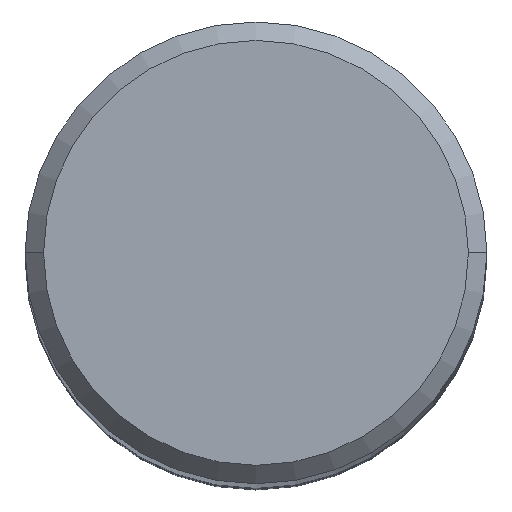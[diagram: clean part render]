
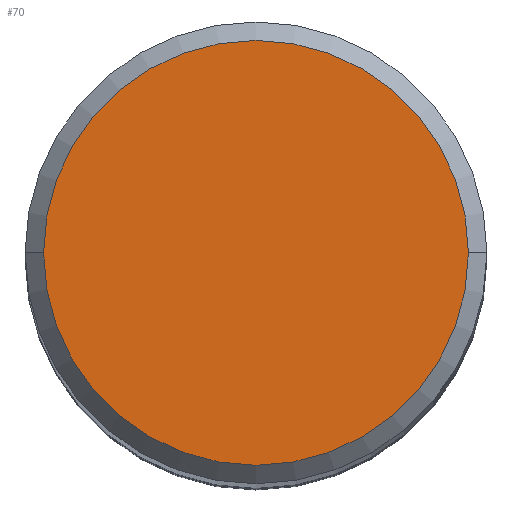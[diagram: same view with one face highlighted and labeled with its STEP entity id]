
A CAD part, top view. The second image highlights one B-rep face of the part: STEP entity #70.
In plain terms, the highlighted planar face has unit normal (0, 0, 1).
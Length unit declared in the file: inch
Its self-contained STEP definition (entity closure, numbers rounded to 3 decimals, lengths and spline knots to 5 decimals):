
#17 = AXIS2_PLACEMENT_3D ( 'NONE', #72, #567, #329 ) ;
#70 = ADVANCED_FACE ( 'NONE', ( #156 ), #466, .F. ) ;
#72 = CARTESIAN_POINT ( 'NONE',  ( 0., 0., 0. ) ) ;
#85 = CARTESIAN_POINT ( 'NONE',  ( 0., 0.23, 0. ) ) ;
#137 = CIRCLE ( 'NONE', #17, 0.23 ) ;
#138 = CARTESIAN_POINT ( 'NONE',  ( 0.23, 0., 0. ) ) ;
#156 = FACE_OUTER_BOUND ( 'NONE', #358, .T. ) ;
#227 = DIRECTION ( 'NONE',  ( 0., 0., -1. ) ) ;
#236 = CIRCLE ( 'NONE', #557, 0.23 ) ;
#329 = DIRECTION ( 'NONE',  ( 1., 0., 0. ) ) ;
#358 = EDGE_LOOP ( 'NONE', ( #581, #445 ) ) ;
#401 = DIRECTION ( 'NONE',  ( 0., 0., 1. ) ) ;
#445 = ORIENTED_EDGE ( 'NONE', *, *, #644, .T. ) ;
#466 = PLANE ( 'NONE',  #622 ) ;
#470 = EDGE_CURVE ( 'NONE', #796, #565, #236, .T. ) ;
#495 = CARTESIAN_POINT ( 'NONE',  ( -0.23, 0., 0. ) ) ;
#557 = AXIS2_PLACEMENT_3D ( 'NONE', #590, #401, #713 ) ;
#565 = VERTEX_POINT ( 'NONE', #138 ) ;
#567 = DIRECTION ( 'NONE',  ( 0., 0., 1. ) ) ;
#581 = ORIENTED_EDGE ( 'NONE', *, *, #470, .T. ) ;
#590 = CARTESIAN_POINT ( 'NONE',  ( 0., 0., 0. ) ) ;
#622 = AXIS2_PLACEMENT_3D ( 'NONE', #85, #227, #657 ) ;
#644 = EDGE_CURVE ( 'NONE', #565, #796, #137, .T. ) ;
#657 = DIRECTION ( 'NONE',  ( -1., 0., 0. ) ) ;
#713 = DIRECTION ( 'NONE',  ( 1., 0., 0. ) ) ;
#796 = VERTEX_POINT ( 'NONE', #495 ) ;
